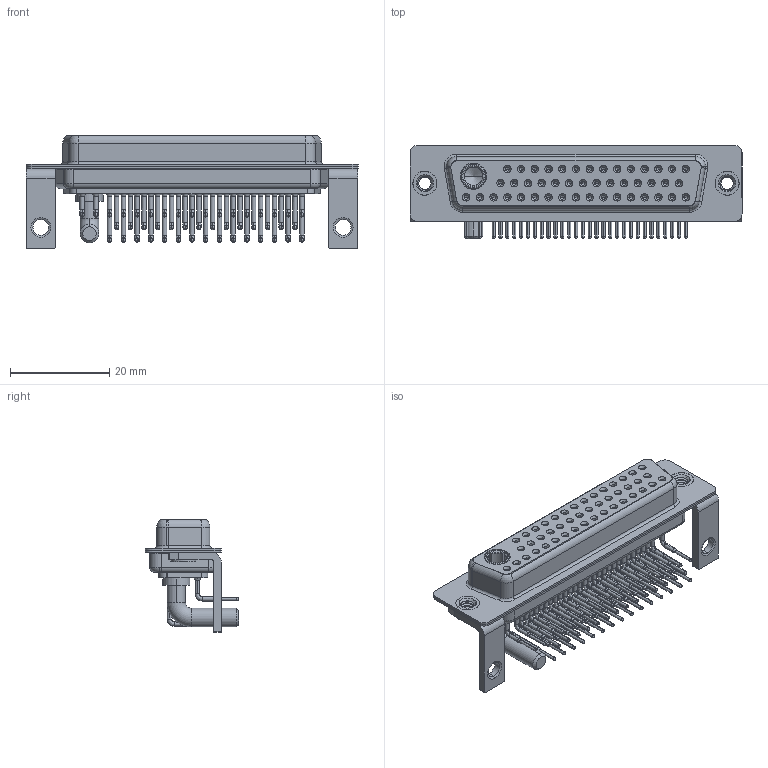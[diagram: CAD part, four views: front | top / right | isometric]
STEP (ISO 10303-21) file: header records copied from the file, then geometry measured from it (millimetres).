
FILE_DESCRIPTION (( 'STEP AP203' ), '1' );
FILE_NAME ('630-47W1640-4NC.STEP', '2022-06-10T12:51:34', ( '' ), ( '' ), 'SwSTEP 2.0', 'SolidWorks 2020', '' );
FILE_SCHEMA (( 'CONFIG_CONTROL_DESIGN' ));
Length unit declared in the file: millimetre
Products named in the file (10): 630Combo Shell Rear_50 Contacts; 630Combo Threaded Rivet_B; 630Combo Contact Row 3; 630Combo Housing_47W1; 630Combo Contact Row 2_50 Contacts; 630Combo Shell Front_50 Contacts; 630Combo Contact Row 1_50 Contacts; Power Socket_40A RA 50; 630-47W1640-4NC; 630Combo Stabilizer Bracket_50 Contacts
Assembly tree (54 placements, depth 2):
  630-47W1640-4NC
    630Combo Housing_47W1
    630Combo Shell Front_50 Contacts
    630Combo Shell Rear_50 Contacts
    630Combo Threaded Rivet_B  x2
    630Combo Stabilizer Bracket_50 Contacts  x2
    Power Socket_40A RA 50
    630Combo Contact Row 1_50 Contacts  x15
    630Combo Contact Row 2_50 Contacts  x14
    630Combo Contact Row 3  x17
Bounding box: 67 x 18.8 x 22.8 mm (x, y, z)
Volume: 7673.6 mm3; surface area: 16784.4 mm2
Topology: 55 solids, 55 shells, 2820 faces, 7173 edges, 4518 vertices
Faces by surface type: cylinder 1230, plane 803, cone 533, bspline 191, torus 63
Entity records: 34649 total; most frequent: CARTESIAN_POINT 7163, DIRECTION 5836, ORIENTED_EDGE 4850, AXIS2_PLACEMENT_3D 2451, EDGE_CURVE 2425, VERTEX_POINT 1552, CIRCLE 1362, EDGE_LOOP 1313
